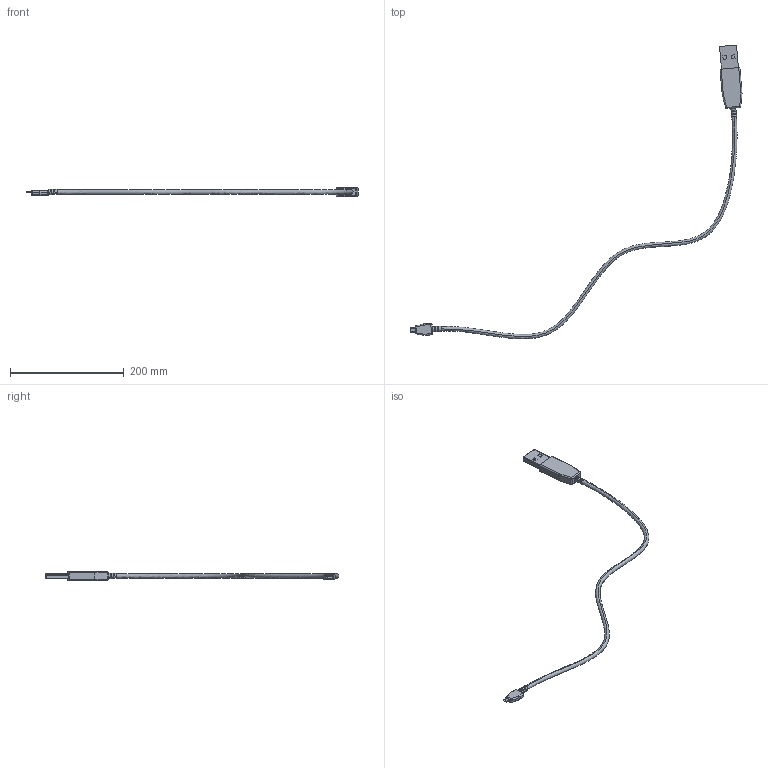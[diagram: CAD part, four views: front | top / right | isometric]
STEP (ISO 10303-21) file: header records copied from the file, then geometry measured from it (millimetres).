
FILE_DESCRIPTION(('HOOPS Exchange Step'),'2;1');
FILE_NAME('temp_export.step','2020-05-02T19:28:23+02:00',('mobile'),('Shapr3D Limited'),'HOOPS Exchange 2018.1','Shapr3D','Authorized');
FILE_SCHEMA( ('AP203_CONFIGURATION_CONTROLLED_3D_DESIGN_OF_MECHANICAL_PARTS_AND_ASSEMBLIES_MIM_LF') );
Length unit declared in the file: millimetre
Products named in the file (1): temp_export.x_b
Bounding box: 584.97 x 517.82 x 15 mm (x, y, z)
Volume: 4998.2 mm3; surface area: 37720.5 mm2
Topology: 1 solids, 3 shells, 302 faces, 763 edges, 472 vertices
Faces by surface type: plane 157, cylinder 83, sphere 36, bspline 17, torus 9
Full cylindrical faces by diameter (mm): 9 x2
Entity records: 13108 total; most frequent: CARTESIAN_POINT 5740, ORIENTED_EDGE 1505, DIRECTION 1438, EDGE_CURVE 755, AXIS2_PLACEMENT_3D 488, VERTEX_POINT 472, VECTOR 462, LINE 462
